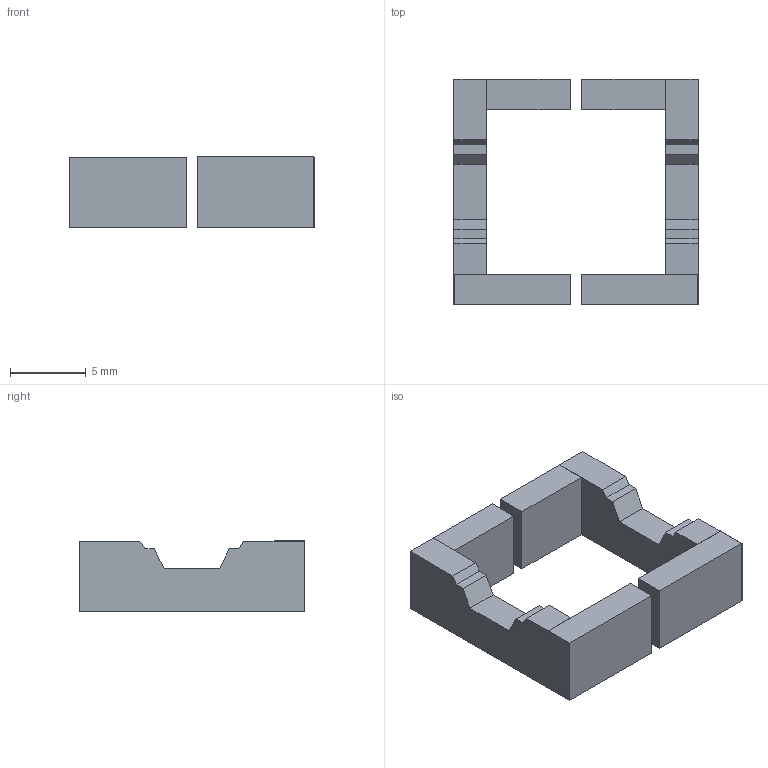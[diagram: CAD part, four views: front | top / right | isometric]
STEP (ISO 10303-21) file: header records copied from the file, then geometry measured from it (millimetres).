
FILE_DESCRIPTION((''),'2;1');
FILE_NAME('COIL42.stp','2013-05-07T14:31:54',(''),(''),'Mechanical Desktop 2011','Mechanical Desktop 2011',', , ');
FILE_SCHEMA(('AUTOMOTIVE_DESIGN { 1 2 10303 214 1 1 1 1 }'));
Length unit declared in the file: millimetre
Products named in the file (1): Product
Bounding box: 16.1 x 14.85 x 4.65 mm (x, y, z)
Volume: 461.3 mm3; surface area: 708.6 mm2
Topology: 2 solids, 2 shells, 46 faces, 125 edges, 83 vertices
Faces by surface type: bspline 23, plane 23
Entity records: 1465 total; most frequent: CARTESIAN_POINT 324, ORIENTED_EDGE 250, DIRECTION 173, VECTOR 125, LINE 125, EDGE_CURVE 125, VERTEX_POINT 83, EDGE_LOOP 46
